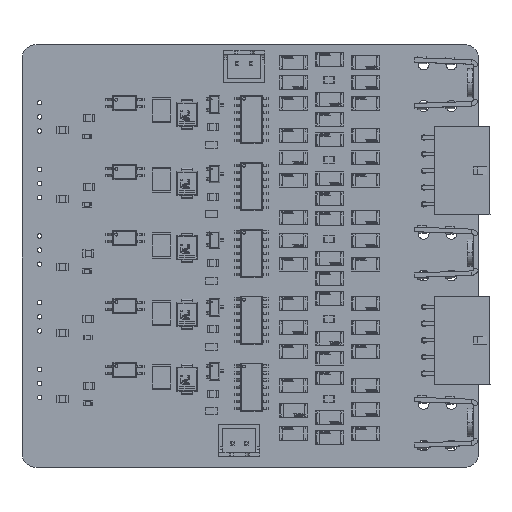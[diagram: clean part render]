
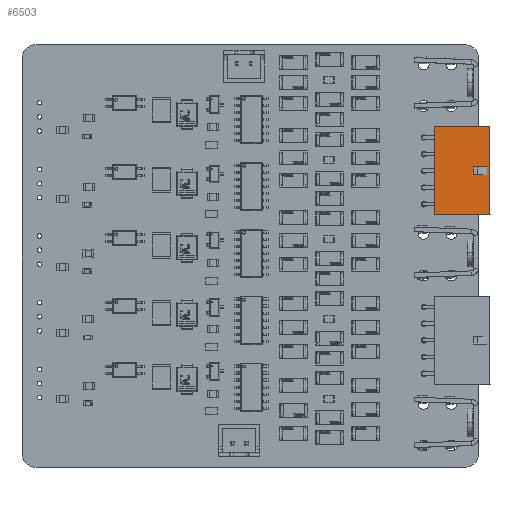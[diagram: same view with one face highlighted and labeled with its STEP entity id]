
A CAD part, top view. The second image highlights one B-rep face of the part: STEP entity #6503.
In plain terms, the highlighted face is planar.
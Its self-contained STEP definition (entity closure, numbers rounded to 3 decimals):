
#5767 = VERTEX_POINT('',#5768);
#5768 = CARTESIAN_POINT('',(-7.925,6.86,0.));
#5774 = EDGE_CURVE('',#5767,#5775,#5777,.T.);
#5775 = VERTEX_POINT('',#5776);
#5776 = CARTESIAN_POINT('',(7.925,6.86,0.));
#5777 = LINE('',#5778,#5779);
#5778 = CARTESIAN_POINT('',(-7.925,6.86,0.));
#5779 = VECTOR('',#5780,1.);
#5780 = DIRECTION('',(1.,0.,0.));
#6484 = EDGE_CURVE('',#5775,#6485,#6487,.T.);
#6485 = VERTEX_POINT('',#6486);
#6486 = CARTESIAN_POINT('',(7.925,6.86,-9.91));
#6487 = LINE('',#6488,#6489);
#6488 = CARTESIAN_POINT('',(7.925,6.86,0.));
#6489 = VECTOR('',#6490,1.);
#6490 = DIRECTION('',(0.,0.,-1.));
#6503 = ADVANCED_FACE('',(#6504,#6522),#6556,.T.);
#6504 = FACE_BOUND('',#6505,.F.);
#6505 = EDGE_LOOP('',(#6506,#6507,#6515,#6521));
#6506 = ORIENTED_EDGE('',*,*,#5774,.F.);
#6507 = ORIENTED_EDGE('',*,*,#6508,.T.);
#6508 = EDGE_CURVE('',#5767,#6509,#6511,.T.);
#6509 = VERTEX_POINT('',#6510);
#6510 = CARTESIAN_POINT('',(-7.925,6.86,-9.91));
#6511 = LINE('',#6512,#6513);
#6512 = CARTESIAN_POINT('',(-7.925,6.86,0.));
#6513 = VECTOR('',#6514,1.);
#6514 = DIRECTION('',(0.,0.,-1.));
#6515 = ORIENTED_EDGE('',*,*,#6516,.T.);
#6516 = EDGE_CURVE('',#6509,#6485,#6517,.T.);
#6517 = LINE('',#6518,#6519);
#6518 = CARTESIAN_POINT('',(-7.925,6.86,-9.91));
#6519 = VECTOR('',#6520,1.);
#6520 = DIRECTION('',(1.,0.,0.));
#6521 = ORIENTED_EDGE('',*,*,#6484,.F.);
#6522 = FACE_BOUND('',#6523,.F.);
#6523 = EDGE_LOOP('',(#6524,#6534,#6542,#6550));
#6524 = ORIENTED_EDGE('',*,*,#6525,.F.);
#6525 = EDGE_CURVE('',#6526,#6528,#6530,.T.);
#6526 = VERTEX_POINT('',#6527);
#6527 = CARTESIAN_POINT('',(-0.7,6.86,-0.54));
#6528 = VERTEX_POINT('',#6529);
#6529 = CARTESIAN_POINT('',(-0.7,6.86,-2.95));
#6530 = LINE('',#6531,#6532);
#6531 = CARTESIAN_POINT('',(-0.7,6.86,-0.54));
#6532 = VECTOR('',#6533,1.);
#6533 = DIRECTION('',(0.,0.,-1.));
#6534 = ORIENTED_EDGE('',*,*,#6535,.T.);
#6535 = EDGE_CURVE('',#6526,#6536,#6538,.T.);
#6536 = VERTEX_POINT('',#6537);
#6537 = CARTESIAN_POINT('',(0.7,6.86,-0.54));
#6538 = LINE('',#6539,#6540);
#6539 = CARTESIAN_POINT('',(-0.7,6.86,-0.54));
#6540 = VECTOR('',#6541,1.);
#6541 = DIRECTION('',(1.,0.,0.));
#6542 = ORIENTED_EDGE('',*,*,#6543,.T.);
#6543 = EDGE_CURVE('',#6536,#6544,#6546,.T.);
#6544 = VERTEX_POINT('',#6545);
#6545 = CARTESIAN_POINT('',(0.7,6.86,-2.95));
#6546 = LINE('',#6547,#6548);
#6547 = CARTESIAN_POINT('',(0.7,6.86,-0.54));
#6548 = VECTOR('',#6549,1.);
#6549 = DIRECTION('',(0.,0.,-1.));
#6550 = ORIENTED_EDGE('',*,*,#6551,.F.);
#6551 = EDGE_CURVE('',#6528,#6544,#6552,.T.);
#6552 = LINE('',#6553,#6554);
#6553 = CARTESIAN_POINT('',(-0.7,6.86,-2.95));
#6554 = VECTOR('',#6555,1.);
#6555 = DIRECTION('',(1.,0.,0.));
#6556 = PLANE('',#6557);
#6557 = AXIS2_PLACEMENT_3D('',#6558,#6559,#6560);
#6558 = CARTESIAN_POINT('',(-7.925,6.86,0.));
#6559 = DIRECTION('',(0.,1.,0.));
#6560 = DIRECTION('',(1.,0.,0.));
